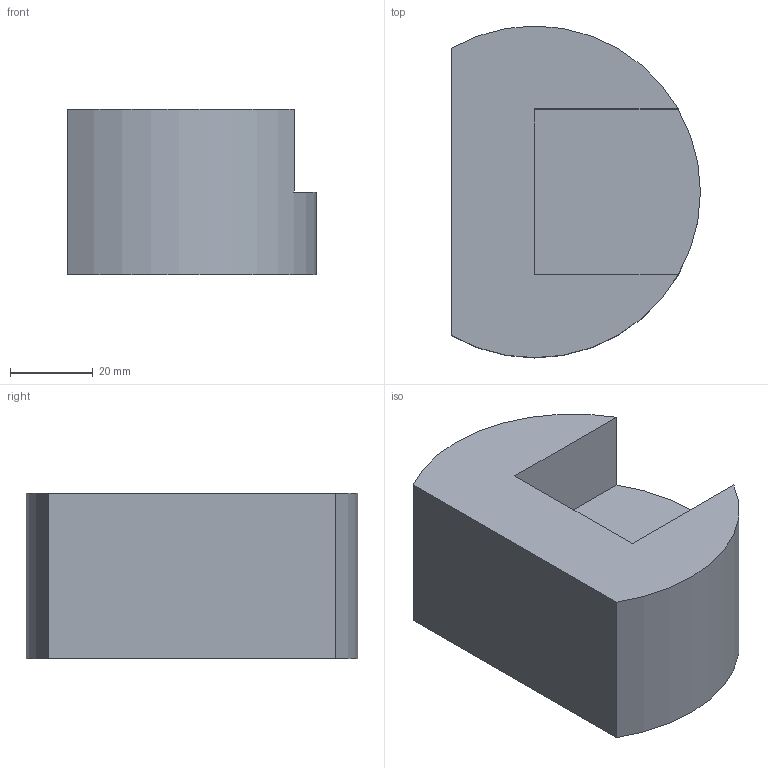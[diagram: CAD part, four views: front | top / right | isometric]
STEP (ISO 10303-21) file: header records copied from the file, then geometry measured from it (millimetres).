
FILE_DESCRIPTION(('produced by SPATIAL CORP'),'2;1');
FILE_NAME('ex36.hh.sat.stp', '2002-04-19T11:06:18+00:00',('SPATIAL CORP'),('SPATIAL CORP'), 'ACIS STEP Husk','http://www.spatial.com','SPATIAL CORP');
FILE_SCHEMA(('CONFIG_CONTROL_DESIGN'));
Length unit declared in the file: millimetre
Products named in the file (1): PRODUCT_ID_1
Bounding box: 60 x 80 x 40 mm (x, y, z)
Volume: 131142.5 mm3; surface area: 18908.9 mm2
Topology: 1 solids, 1 shells, 9 faces, 21 edges, 14 vertices
Faces by surface type: plane 7, cylinder 2
Entity records: 326 total; most frequent: ORIENTED_EDGE 42, CARTESIAN_POINT 40, DIRECTION 37, EDGE_CURVE 21, VECTOR 15, LINE 15, VERTEX_POINT 14, AXIS2_PLACEMENT_3D 11
